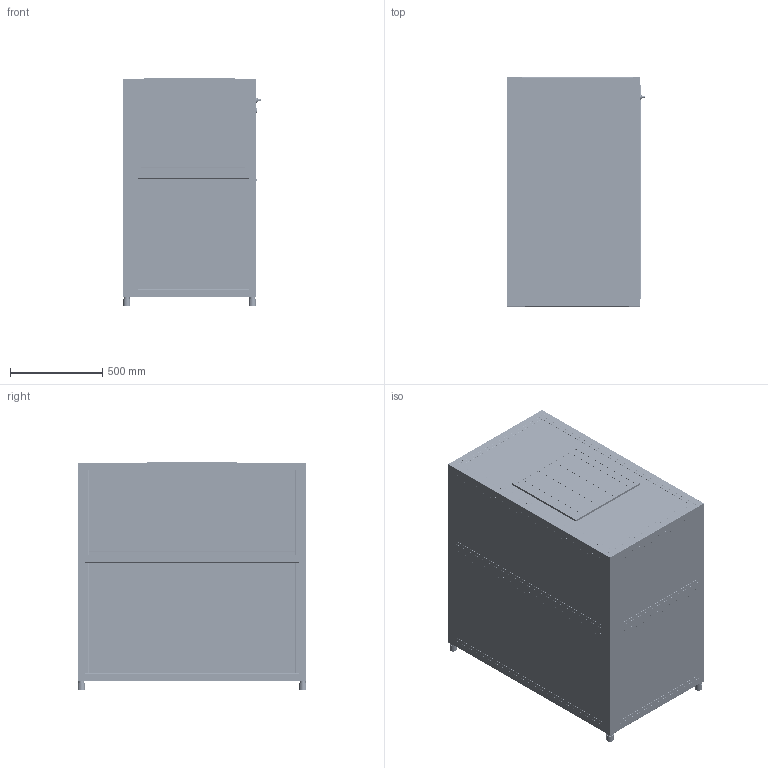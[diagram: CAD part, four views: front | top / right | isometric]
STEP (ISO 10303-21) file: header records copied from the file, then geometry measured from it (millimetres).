
FILE_DESCRIPTION(/* description */ ('Unknown'),/* implementation_level */ '2;1');
FILE_NAME(/* name */ '10041643-1_AssmOriginal',/* time_stamp */ '2022-11-11T12:09:02+01:00',/* author */ ('Unknown'),/* organization */ ('Unknown'),/* preprocessor_version */ 'ST-DEVELOPER v16.7',/* originating_system */ 'Solid Edge',/* authorisation */ 'Unknown');
FILE_SCHEMA (('AUTOMOTIVE_DESIGN {1 0 10303 214 3 1 1}'));
Products named in the file (119): 10041643-1; Rahmen seite; Profil X 8 40x40 2N90 - XMS _ 0064949 - 600 mm; Profil X 8 40x40 3NO leicht _ 0061196 - 1178 mm_oa_0; Profil X 8 80x40 3NO90 leicht, natur _ 0066675 - 1178 mm - V1; Profil X 8 40x40 1NO leicht _ 0061187 - 600 mm_oa_1; Profil X 8 40x40 3NO leicht _ 0061196 - 600 mm; Acrylglas 5mm XT, klar_-_0049216 - 588 mm x 588 mm - 0 - 0 mm; Einfasssystem 8 - 600 - 600 - 3_KL10041643_oa_2; REINRAUM_STREBE_oben_unten - 600; Einfasssystem, Basisprofil X 8, grau _ 0071623 - 480; Einfasssystem, Winkelleiste X 8 Al, natur _ 0071625 - 560; REINRAUM_STREBE_SEITE - 600; Einfasssystem, Basisprofil X 8, grau _ 0071623 - 520; Einfasssystem, Winkelleiste X 8 Al, natur _ 0071625 - 600; Einseitig_Flaeche_Seite - 600_KL10041643_oa_3; Einfasssystem, Anschlagprofil X 8 40 4-5mm Al, natur _ 0071626 - 600_
oa_4; Einfasssystem, Dichtprofil 8, grau _ 0071628 - 600; Einseitig_Flaeche_oben_unten - 600_KL10041643; Einfasssystem, Anschlagprofil X 8 40 4-5mm Al, natur _ 0071626 - 560; Einfasssystem, Dichtprofil 8, grau _ 0071628 - 560; Einseitig_Flaeche_Seite - 600_KL10041643; Einfasssystem, Anschlagprofil X 8 40 4-5mm Al, natur _ 0071626 - 600; Automatik-Verbindungssatz 8 NO, rostfrei _ 0066905 - V1_oa_5; Automatik-Verbindungssatz 8 NO, rostfrei _ 0066905 - V1; Automatik-Verbindungssatz 8 NO, rostfrei _ 0066905 - V1_oa_6; Einfasssystem 8 - 460 - 600 - 3_KL10041643; REINRAUM_STREBE_SEITE - 460; Einfasssystem, Basisprofil X 8, grau _ 0071623 - 380; Einfasssystem, Winkelleiste X 8 Al, natur _ 0071625 - 460; Einseitig_Flaeche_Seite - 460 KL10041643; Einfasssystem, Anschlagprofil X 8 40 4-5mm Al, natur _ 0071626 - 460; Einfasssystem, Dichtprofil 8, grau _ 0071628 - 460; Vollkunststoff 4mm, weiß - 0047304 - 588 mm x 448 mm - 0 - 0 mm; Zylinderschraube DIN 912 M8x18, verzinkt _ 0065276 - V1; Nutenstein V 8 St M8, verzinkt_-_0048048; Stellfuß X 8 PA 40x40 _ 0060374 - 50mm; Abdeckkappe X 8 40x40 _ 0048960; Abdeckkappe X 8 80x40 _ 0048961; Stellfuß X 8 PA 40x40 _ 0060374 - 50mm_mir8 ...
Assembly tree (265 placements, depth 6):
  10041643-1
    Rahmen seite
      Profil X 8 40x40 2N90 - XMS _ 0064949 - 600 mm  x2
      Profil X 8 40x40 3NO leicht _ 0061196 - 1178 mm_oa_0
      Profil X 8 80x40 3NO90 leicht, natur _ 0066675 - 1178 mm - V1  x2
      Profil X 8 40x40 1NO leicht _ 0061187 - 600 mm_oa_1
      Profil X 8 40x40 3NO leicht _ 0061196 - 600 mm  x2
      Acrylglas 5mm XT, klar_-_0049216 - 588 mm x 588 mm - 0 - 0 mm  x2
      Einfasssystem 8 - 600 - 600 - 3_KL10041643_oa_2
        REINRAUM_STREBE_oben_unten - 600  x2
          Einfasssystem, Basisprofil X 8, grau _ 0071623 - 480
          Einfasssystem, Winkelleiste X 8 Al, natur _ 0071625 - 560
        REINRAUM_STREBE_SEITE - 600  x2
          Einfasssystem, Basisprofil X 8, grau _ 0071623 - 520
          Einfasssystem, Winkelleiste X 8 Al, natur _ 0071625 - 600
        Einseitig_Flaeche_Seite - 600_KL10041643_oa_3
          Einfasssystem, Anschlagprofil X 8 40 4-5mm Al, natur _ 0071626 - 600_
oa_4
          Einfasssystem, Dichtprofil 8, grau _ 0071628 - 600
        Einseitig_Flaeche_oben_unten - 600_KL10041643  x2
          Einfasssystem, Anschlagprofil X 8 40 4-5mm Al, natur _ 0071626 - 560
          Einfasssystem, Dichtprofil 8, grau _ 0071628 - 560
        Einseitig_Flaeche_Seite - 600_KL10041643
          Einfasssystem, Anschlagprofil X 8 40 4-5mm Al, natur _ 0071626 - 600
          Einfasssystem, Dichtprofil 8, grau _ 0071628 - 600
      Automatik-Verbindungssatz 8 NO, rostfrei _ 0066905 - V1_oa_5
      Automatik-Verbindungssatz 8 NO, rostfrei _ 0066905 - V1  x8
      Automatik-Verbindungssatz 8 NO, rostfrei _ 0066905 - V1_oa_6
      Einfasssystem 8 - 460 - 600 - 3_KL10041643  x2
        REINRAUM_STREBE_oben_unten - 600
          Einfasssystem, Basisprofil X 8, grau _ 0071623 - 480
          Einfasssystem, Winkelleiste X 8 Al, natur _ 0071625 - 560
        REINRAUM_STREBE_SEITE - 460
          Einfasssystem, Basisprofil X 8, grau _ 0071623 - 380
          Einfasssystem, Winkelleiste X 8 Al, natur _ 0071625 - 460
        Einseitig_Flaeche_Seite - 460 KL10041643
          Einfasssystem, Anschlagprofil X 8 40 4-5mm Al, natur _ 0071626 - 460
          Einfasssystem, Dichtprofil 8, grau _ 0071628 - 460
        Einseitig_Flaeche_oben_unten - 600_KL10041643
          Einfasssystem, Anschlagprofil X 8 40 4-5mm Al, natur _ 0071626 - 560
          Einfasssystem, Dichtprofil 8, grau _ 0071628 - 560
      Vollkunststoff 4mm, weiß - 0047304 - 588 mm x 448 mm - 0 - 0 mm  x2
      Zylinderschraube DIN 912 M8x18, verzinkt _ 0065276 - V1  x2
      Nutenstein V 8 St M8, verzinkt_-_0048048  x2
      Stellfuß X 8 PA 40x40 _ 0060374 - 50mm  x2
      Abdeckkappe X 8 40x40 _ 0048960  x4
      Abdeckkappe X 8 80x40 _ 0048961  x2
      Stellfuß X 8 PA 40x40 _ 0060374 - 50mm_mir8  x2
      Einfasssystem 8 - 600 - 600 - 3_KL10041643
        REINRAUM_STREBE_oben_unten - 600  x2
          Einfasssystem, Basisprofil X 8, grau _ 0071623 - 480
          Einfasssystem, Winkelleiste X 8 Al, natur _ 0071625 - 560
        REINRAUM_STREBE_SEITE - 600  x2
          Einfasssystem, Basisprofil X 8, grau _ 0071623 - 520
          Einfasssystem, Winkelleiste X 8 Al, natur _ 0071625 - 600
        Einseitig_Flaeche_Seite - 600_KL10041643  x2
          Einfasssystem, Anschlagprofil X 8 40 4-5mm Al, natur _ 0071626 - 600
          Einfasssystem, Dichtprofil 8, grau _ 0071628 - 600
        Einseitig_Flaeche_oben_unten - 600_KL10041643  x2
          Einfasssystem, Anschlagprofil X 8 40 4-5mm Al, natur _ 0071626 - 560
          Einfasssystem, Dichtprofil 8, grau _ 0071628 - 560
Bounding box: 747.25 x 1240 x 1234.5 mm (x, y, z)
Volume: 256846299.1 mm3; surface area: 35220790 mm2
Topology: 324 solids, 326 shells, 10622 faces, 28892 edges, 19027 vertices
Faces by surface type: plane 7323, cylinder 2879, torus 257, cone 120, bspline 32, sphere 11
Full cylindrical faces by diameter (mm): 2 x5, 2.2 x3, 3.5 x3, 4 x3, 4.134 x2, 4.917 x2, 5 x4, 5.3 x44, 5.6 x4, 6 x15, 6.2 x4, 6.4 x5, 6.6 x12, 6.647 x2, 6.8 x22, 7 x2, 7.9 x8, 8 x19, 8.5 x6, 10 x44, 11.3 x2, 11.8 x44, 12 x27, 12.5 x2, 13 x2, 14 x8, 15.5 x1, 18 x2, 19.9 x42, 20.1 x1
Entity records: 169249 total; most frequent: CARTESIAN_POINT 31020, DIRECTION 27863, ORIENTED_EDGE 27610, EDGE_CURVE 13805, LINE 9455, VECTOR 9455, VERTEX_POINT 9216, AXIS2_PLACEMENT_3D 9204
